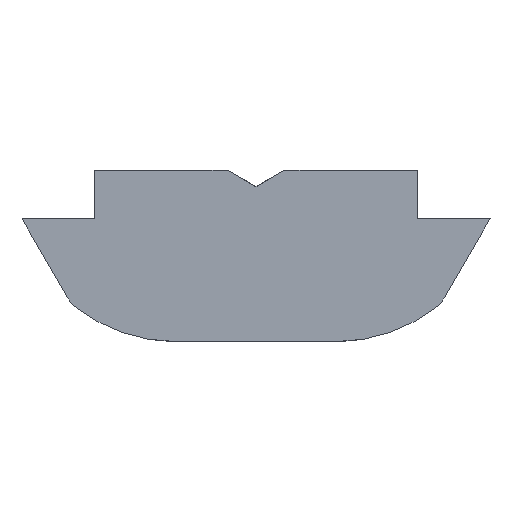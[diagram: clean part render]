
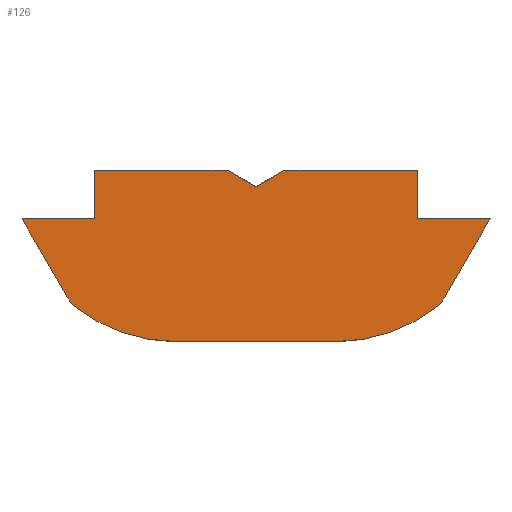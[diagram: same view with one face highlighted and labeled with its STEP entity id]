
A CAD part, left-side view. The second image highlights one B-rep face of the part: STEP entity #126.
In plain terms, the highlighted planar face has unit normal (-1, 0, 0).
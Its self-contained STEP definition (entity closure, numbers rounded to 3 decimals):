
#126=ADVANCED_FACE('',(#247),#248,.T.);
#247=FACE_OUTER_BOUND('',#360,.T.);
#248=PLANE('',#361);
#360=EDGE_LOOP('',(#660,#661,#662,#663,#664,#665,#666,#667,#668,#669,#670,#671,#672,#673,#674));
#361=AXIS2_PLACEMENT_3D('',#675,#676,#677);
#660=ORIENTED_EDGE('',*,*,#825,.F.);
#661=ORIENTED_EDGE('',*,*,#788,.F.);
#662=ORIENTED_EDGE('',*,*,#739,.F.);
#663=ORIENTED_EDGE('',*,*,#775,.F.);
#664=ORIENTED_EDGE('',*,*,#778,.F.);
#665=ORIENTED_EDGE('',*,*,#799,.F.);
#666=ORIENTED_EDGE('',*,*,#803,.F.);
#667=ORIENTED_EDGE('',*,*,#807,.F.);
#668=ORIENTED_EDGE('',*,*,#811,.F.);
#669=ORIENTED_EDGE('',*,*,#814,.T.);
#670=ORIENTED_EDGE('',*,*,#753,.T.);
#671=ORIENTED_EDGE('',*,*,#781,.F.);
#672=ORIENTED_EDGE('',*,*,#785,.T.);
#673=ORIENTED_EDGE('',*,*,#818,.T.);
#674=ORIENTED_EDGE('',*,*,#822,.F.);
#675=CARTESIAN_POINT('',(0.0,5.,-0.935));
#676=DIRECTION('',(-1.0,0.0,0.0));
#677=DIRECTION('',(0.0,-1.0,0.0));
#739=EDGE_CURVE('',#893,#895,#896,.T.);
#753=EDGE_CURVE('',#916,#914,#917,.T.);
#775=EDGE_CURVE('',#942,#893,#944,.T.);
#778=EDGE_CURVE('',#946,#942,#948,.T.);
#781=EDGE_CURVE('',#950,#914,#952,.T.);
#785=EDGE_CURVE('',#950,#956,#958,.T.);
#788=EDGE_CURVE('',#895,#962,#963,.T.);
#799=EDGE_CURVE('',#976,#946,#978,.T.);
#803=EDGE_CURVE('',#982,#976,#984,.T.);
#807=EDGE_CURVE('',#988,#982,#990,.T.);
#811=EDGE_CURVE('',#994,#988,#996,.T.);
#814=EDGE_CURVE('',#994,#916,#999,.T.);
#818=EDGE_CURVE('',#956,#1003,#1005,.T.);
#822=EDGE_CURVE('',#1009,#1003,#1011,.T.);
#825=EDGE_CURVE('',#962,#1009,#1014,.T.);
#893=VERTEX_POINT('',#1118);
#895=VERTEX_POINT('',#1121);
#896=LINE('',#1122,#1123);
#914=VERTEX_POINT('',#1156);
#916=VERTEX_POINT('',#1159);
#917=CIRCLE('',#1160,5.);
#942=VERTEX_POINT('',#1190);
#944=LINE('',#1193,#1194);
#946=VERTEX_POINT('',#1196);
#948=LINE('',#1199,#1200);
#950=VERTEX_POINT('',#1202);
#952=LINE('',#1205,#1206);
#956=VERTEX_POINT('',#1210);
#958=CIRCLE('',#1213,5.);
#962=VERTEX_POINT('',#1218);
#963=LINE('',#1219,#1220);
#976=VERTEX_POINT('',#1239);
#978=LINE('',#1242,#1243);
#982=VERTEX_POINT('',#1248);
#984=LINE('',#1251,#1252);
#988=VERTEX_POINT('',#1257);
#990=LINE('',#1260,#1261);
#994=VERTEX_POINT('',#1266);
#996=LINE('',#1269,#1270);
#999=CIRCLE('',#1273,1.);
#1003=VERTEX_POINT('',#1277);
#1005=CIRCLE('',#1280,1.);
#1009=VERTEX_POINT('',#1285);
#1011=LINE('',#1288,#1289);
#1014=LINE('',#1293,#1294);
#1118=CARTESIAN_POINT('',(0.0,4.134,1.5));
#1121=CARTESIAN_POINT('',(0.0,0.0,1.5));
#1122=CARTESIAN_POINT('',(0.0,4.134,1.5));
#1123=VECTOR('',#1365,1.0);
#1156=CARTESIAN_POINT('',(0.0,7.5,-3.8));
#1159=CARTESIAN_POINT('',(0.0,10.591,-2.73));
#1160=AXIS2_PLACEMENT_3D('',#1379,#1380,#1381);
#1190=CARTESIAN_POINT('',(0.0,5.0,1.0));
#1193=CARTESIAN_POINT('',(0.0,5.0,1.0));
#1194=VECTOR('',#1412,1.0);
#1196=CARTESIAN_POINT('',(0.0,5.866,1.5));
#1199=CARTESIAN_POINT('',(0.0,5.866,1.5));
#1200=VECTOR('',#1414,1.0);
#1202=CARTESIAN_POINT('',(0.0,2.5,-3.8));
#1205=CARTESIAN_POINT('',(0.0,2.5,-3.8));
#1206=VECTOR('',#1416,1.0);
#1210=CARTESIAN_POINT('',(0.0,-0.591,-2.73));
#1213=AXIS2_PLACEMENT_3D('',#1421,#1422,#1423);
#1218=CARTESIAN_POINT('',(0.0,0.0,0.0));
#1219=CARTESIAN_POINT('',(0.0,0.0,1.5));
#1220=VECTOR('',#1425,1.0);
#1239=CARTESIAN_POINT('',(0.0,10.0,1.5));
#1242=CARTESIAN_POINT('',(0.0,10.0,1.5));
#1243=VECTOR('',#1433,1.0);
#1248=CARTESIAN_POINT('',(0.0,10.0,0.0));
#1251=CARTESIAN_POINT('',(0.0,10.0,0.0));
#1252=VECTOR('',#1436,1.0);
#1257=CARTESIAN_POINT('',(0.0,12.25,0.0));
#1260=CARTESIAN_POINT('',(0.0,12.25,0.0));
#1261=VECTOR('',#1439,1.0);
#1266=CARTESIAN_POINT('',(0.0,10.839,-2.444));
#1269=CARTESIAN_POINT('',(0.0,10.839,-2.444));
#1270=VECTOR('',#1442,1.0);
#1273=AXIS2_PLACEMENT_3D('',#1446,#1447,#1448);
#1277=CARTESIAN_POINT('',(0.0,-0.839,-2.444));
#1280=AXIS2_PLACEMENT_3D('',#1453,#1454,#1455);
#1285=CARTESIAN_POINT('',(0.0,-2.25,0.0));
#1288=CARTESIAN_POINT('',(0.0,-2.25,0.0));
#1289=VECTOR('',#1458,1.0);
#1293=CARTESIAN_POINT('',(0.0,0.0,0.0));
#1294=VECTOR('',#1460,1.0);
#1365=DIRECTION('',(0.0,-1.0,0.0));
#1379=CARTESIAN_POINT('',(0.0,7.5,1.2));
#1380=DIRECTION('',(-1.0,0.0,0.0));
#1381=DIRECTION('',(0.0,0.618,-0.786));
#1412=DIRECTION('',(0.0,-0.866,0.5));
#1414=DIRECTION('',(0.0,-0.866,-0.5));
#1416=DIRECTION('',(0.0,1.0,0.0));
#1421=CARTESIAN_POINT('',(0.0,2.5,1.2));
#1422=DIRECTION('',(-1.0,0.0,0.0));
#1423=DIRECTION('',(0.0,0.0,-1.0));
#1425=DIRECTION('',(0.0,0.0,-1.0));
#1433=DIRECTION('',(0.0,-1.0,0.0));
#1436=DIRECTION('',(0.0,0.0,1.0));
#1439=DIRECTION('',(0.0,-1.0,0.0));
#1442=DIRECTION('',(0.0,0.5,0.866));
#1446=CARTESIAN_POINT('',(0.0,9.973,-1.944));
#1447=DIRECTION('',(-1.0,0.0,0.0));
#1448=DIRECTION('',(0.0,0.866,-0.5));
#1453=CARTESIAN_POINT('',(0.0,0.027,-1.944));
#1454=DIRECTION('',(-1.0,-0.0,0.0));
#1455=DIRECTION('',(0.0,-0.618,-0.786));
#1458=DIRECTION('',(-0.0,0.5,-0.866));
#1460=DIRECTION('',(0.0,-1.0,0.0));
